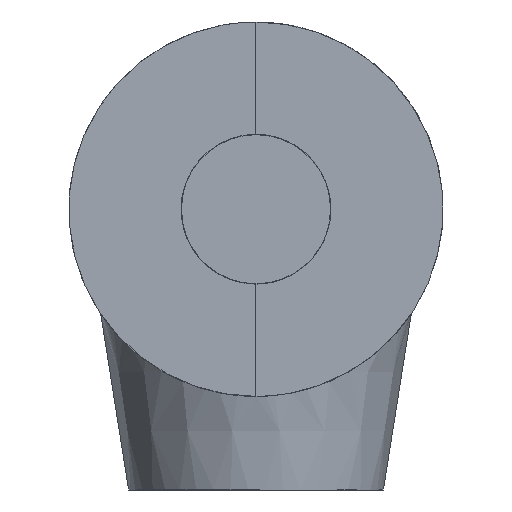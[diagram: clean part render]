
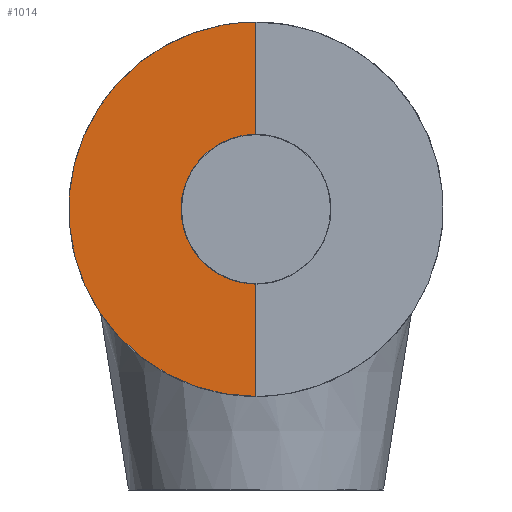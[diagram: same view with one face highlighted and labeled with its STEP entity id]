
A CAD part, left-side view. The second image highlights one B-rep face of the part: STEP entity #1014.
In plain terms, the highlighted planar face has unit normal (-1, 0, 0).
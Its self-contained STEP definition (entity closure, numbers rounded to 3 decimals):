
#607=CARTESIAN_POINT('Vertex',(-42.5,0.,-40.)) ;
#611=CARTESIAN_POINT('Control Point',(-42.5,0.,-40.)) ;
#612=CARTESIAN_POINT('Control Point',(-42.5,6.283,-40.)) ;
#613=CARTESIAN_POINT('Control Point',(-42.5,12.566,-38.766)) ;
#614=CARTESIAN_POINT('Control Point',(-42.5,18.526,-36.298)) ;
#615=CARTESIAN_POINT('Control Point',(-42.5,29.157,-29.157)) ;
#616=CARTESIAN_POINT('Control Point',(-42.5,36.298,-18.526)) ;
#617=CARTESIAN_POINT('Control Point',(-42.5,38.766,-12.566)) ;
#618=CARTESIAN_POINT('Control Point',(-42.5,41.234,0.)) ;
#619=CARTESIAN_POINT('Control Point',(-42.5,38.766,12.566)) ;
#620=CARTESIAN_POINT('Control Point',(-42.5,36.298,18.526)) ;
#621=CARTESIAN_POINT('Control Point',(-42.5,29.157,29.157)) ;
#622=CARTESIAN_POINT('Control Point',(-42.5,18.526,36.298)) ;
#623=CARTESIAN_POINT('Control Point',(-42.5,12.566,38.766)) ;
#624=CARTESIAN_POINT('Control Point',(-42.5,6.283,40.)) ;
#625=CARTESIAN_POINT('Control Point',(-42.5,0.,40.)) ;
#626=CARTESIAN_POINT('Vertex',(-42.5,0.,40.)) ;
#984=CARTESIAN_POINT('Axis2P3D Location',(-42.5,0.,0.)) ;
#990=CARTESIAN_POINT('Control Point',(-42.5,0.,-16.)) ;
#991=CARTESIAN_POINT('Control Point',(-42.5,16.,-16.)) ;
#992=CARTESIAN_POINT('Control Point',(-42.5,16.,0.)) ;
#993=CARTESIAN_POINT('Control Point',(-42.5,16.,16.)) ;
#994=CARTESIAN_POINT('Control Point',(-42.5,0.,16.)) ;
#995=CARTESIAN_POINT('Vertex',(-42.5,0.,-16.)) ;
#997=CARTESIAN_POINT('Vertex',(-42.5,0.,16.)) ;
#1001=CARTESIAN_POINT('Control Point',(-42.5,0.,16.)) ;
#1002=CARTESIAN_POINT('Control Point',(-42.5,0.,40.)) ;
#1005=CARTESIAN_POINT('Control Point',(-42.5,0.,-40.)) ;
#1006=CARTESIAN_POINT('Control Point',(-42.5,0.,-16.)) ;
#985=DIRECTION('Axis2P3D Direction',(-1.,0.,0.)) ;
#986=DIRECTION('Axis2P3D XDirection',(0.,0.,1.)) ;
#987=AXIS2_PLACEMENT_3D('Plane Axis2P3D',#984,#985,#986) ;
#988=PLANE('',#987) ;
#628=EDGE_CURVE('',#608,#627,#610,.T.) ;
#999=EDGE_CURVE('',#996,#998,#989,.T.) ;
#1003=EDGE_CURVE('',#998,#627,#1000,.T.) ;
#1007=EDGE_CURVE('',#608,#996,#1004,.T.) ;
#1009=ORIENTED_EDGE('',*,*,#999,.T.) ;
#1010=ORIENTED_EDGE('',*,*,#1003,.T.) ;
#1011=ORIENTED_EDGE('',*,*,#628,.F.) ;
#1012=ORIENTED_EDGE('',*,*,#1007,.T.) ;
#1008=EDGE_LOOP('',(#1009,#1010,#1011,#1012)) ;
#608=VERTEX_POINT('',#607) ;
#627=VERTEX_POINT('',#626) ;
#996=VERTEX_POINT('',#995) ;
#998=VERTEX_POINT('',#997) ;
#1014=ADVANCED_FACE('Solid1',(#1013),#988,.T.) ;
#610=B_SPLINE_CURVE_WITH_KNOTS('',5,(#611,#612,#613,#614,#615,#616,#617,#618,#619,#620,#621,#622,#623,#624,#625),.UNSPECIFIED.,.F.,.U.,(6,3,3,3,6),(-3.142,-2.356,-1.571,-0.785,0.),.UNSPECIFIED.) ;
#1000=B_SPLINE_CURVE_WITH_KNOTS('',1,(#1001,#1002),.UNSPECIFIED.,.F.,.U.,(2,2),(0.,24.),.UNSPECIFIED.) ;
#1004=B_SPLINE_CURVE_WITH_KNOTS('',1,(#1005,#1006),.UNSPECIFIED.,.F.,.U.,(2,2),(0.,24.),.UNSPECIFIED.) ;
#1013=FACE_OUTER_BOUND('',#1008,.T.) ;
#989=(BOUNDED_CURVE()B_SPLINE_CURVE(2,(#990,#991,#992,#993,#994),.UNSPECIFIED.,.F.,.U.)B_SPLINE_CURVE_WITH_KNOTS((3,2,3),(0.,32.,64.),.UNSPECIFIED.)CURVE()GEOMETRIC_REPRESENTATION_ITEM()RATIONAL_B_SPLINE_CURVE((1.,0.707,1.,0.707,1.))REPRESENTATION_ITEM('')) ;
